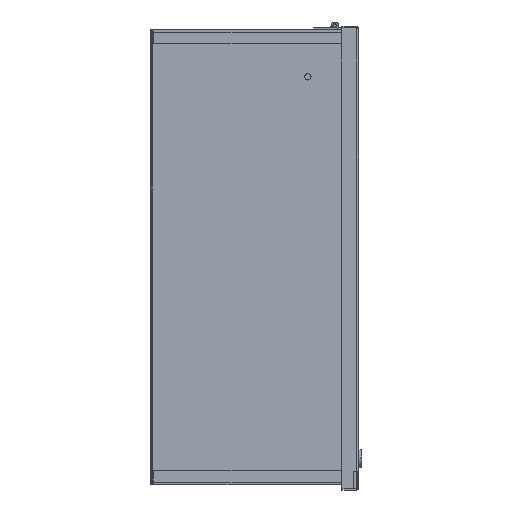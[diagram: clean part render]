
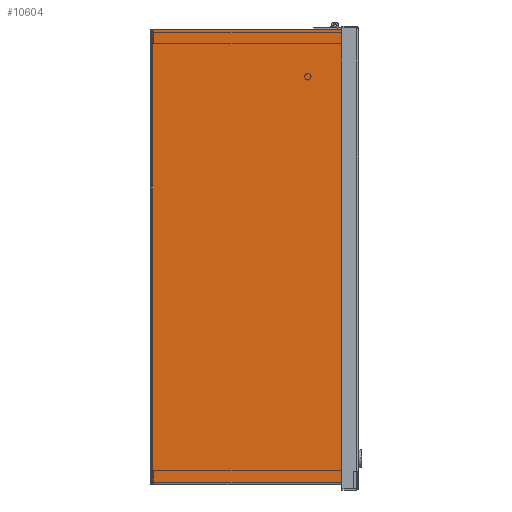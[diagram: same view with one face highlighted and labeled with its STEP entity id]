
A CAD part, front view. The second image highlights one B-rep face of the part: STEP entity #10604.
In plain terms, the highlighted face is planar.
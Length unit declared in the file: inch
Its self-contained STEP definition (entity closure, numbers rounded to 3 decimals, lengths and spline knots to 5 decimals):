
#21 = CARTESIAN_POINT ( 'NONE',  ( 10., -0.108, -12. ) ) ;
#1263 = DIRECTION ( 'NONE',  ( 0., 1., 0. ) ) ;
#1402 = LINE ( 'NONE', #18392, #22466 ) ;
#2543 = VERTEX_POINT ( 'NONE', #21 ) ;
#2881 = DIRECTION ( 'NONE',  ( 0., -1., 0. ) ) ;
#3105 = EDGE_CURVE ( 'NONE', #19622, #24734, #16650, .T. ) ;
#7163 = DIRECTION ( 'NONE',  ( -1., 0., 0. ) ) ;
#7503 = EDGE_CURVE ( 'NONE', #17433, #19622, #8050, .T. ) ;
#8050 = LINE ( 'NONE', #11185, #23976 ) ;
#10095 = FACE_OUTER_BOUND ( 'NONE', #13818, .T. ) ;
#10604 = ADVANCED_FACE ( 'NONE', ( #10095 ), #15016, .T. ) ;
#10724 = DIRECTION ( 'NONE',  ( -1., 0., 0. ) ) ;
#11179 = ORIENTED_EDGE ( 'NONE', *, *, #7503, .T. ) ;
#11185 = CARTESIAN_POINT ( 'NONE',  ( -10., -8.892, -12. ) ) ;
#12079 = VECTOR ( 'NONE', #17346, 39.37008 ) ;
#12288 = ORIENTED_EDGE ( 'NONE', *, *, #19807, .F. ) ;
#12315 = ORIENTED_EDGE ( 'NONE', *, *, #3105, .T. ) ;
#13404 = CARTESIAN_POINT ( 'NONE',  ( -10., -0.072, -12. ) ) ;
#13818 = EDGE_LOOP ( 'NONE', ( #12315, #12288, #15225, #11179 ) ) ;
#15016 = PLANE ( 'NONE',  #20187 ) ;
#15225 = ORIENTED_EDGE ( 'NONE', *, *, #21796, .T. ) ;
#16650 = LINE ( 'NONE', #13404, #12079 ) ;
#17346 = DIRECTION ( 'NONE',  ( 0., 1., 0. ) ) ;
#17433 = VERTEX_POINT ( 'NONE', #23412 ) ;
#18392 = CARTESIAN_POINT ( 'NONE',  ( 10., -0.072, -12. ) ) ;
#18540 = CARTESIAN_POINT ( 'NONE',  ( 10., -0.108, -12. ) ) ;
#19622 = VERTEX_POINT ( 'NONE', #23580 ) ;
#19807 = EDGE_CURVE ( 'NONE', #2543, #24734, #22654, .T. ) ;
#20187 = AXIS2_PLACEMENT_3D ( 'NONE', #20471, #22775, #1263 ) ;
#20237 = VECTOR ( 'NONE', #10724, 39.37008 ) ;
#20471 = CARTESIAN_POINT ( 'NONE',  ( -10., -0.0625, -12. ) ) ;
#21796 = EDGE_CURVE ( 'NONE', #2543, #17433, #1402, .T. ) ;
#22466 = VECTOR ( 'NONE', #2881, 39.37008 ) ;
#22654 = LINE ( 'NONE', #18540, #20237 ) ;
#22775 = DIRECTION ( 'NONE',  ( 0., 0., -1. ) ) ;
#23412 = CARTESIAN_POINT ( 'NONE',  ( 10., -8.892, -12. ) ) ;
#23580 = CARTESIAN_POINT ( 'NONE',  ( -10., -8.892, -12. ) ) ;
#23976 = VECTOR ( 'NONE', #7163, 39.37008 ) ;
#24336 = CARTESIAN_POINT ( 'NONE',  ( -10., -0.108, -12. ) ) ;
#24734 = VERTEX_POINT ( 'NONE', #24336 ) ;
